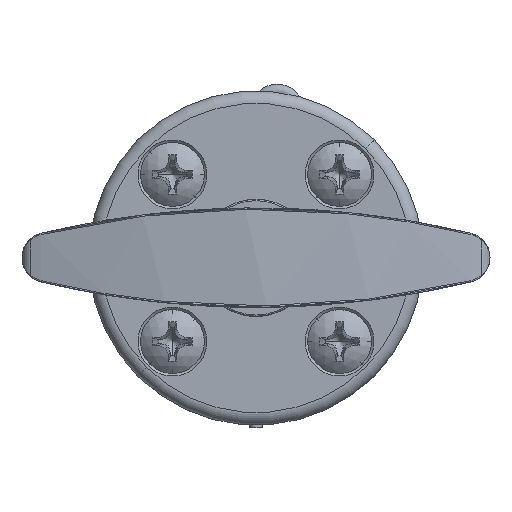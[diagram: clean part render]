
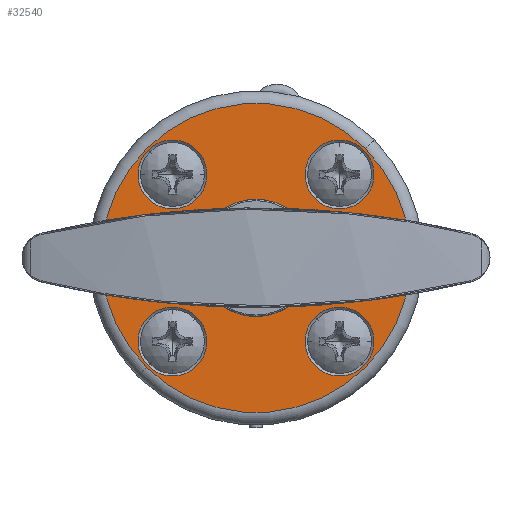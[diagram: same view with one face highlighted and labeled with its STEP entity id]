
A CAD part, top view. The second image highlights one B-rep face of the part: STEP entity #32540.
In plain terms, the highlighted planar face has unit normal (0, 0, 1).
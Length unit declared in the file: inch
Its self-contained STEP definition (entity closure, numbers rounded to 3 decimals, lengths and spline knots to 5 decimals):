
#16599=CARTESIAN_POINT('',(0.,0.,0.375));
#16600=DIRECTION('',(0.,0.,1.));
#16601=DIRECTION('',(-0.707,-0.707,0.));
#16602=AXIS2_PLACEMENT_3D('',#16599,#16600,#16601);
#16614=CARTESIAN_POINT('',(0.,0.,0.375));
#16615=DIRECTION('',(0.,0.,-1.));
#16616=DIRECTION('',(-0.707,-0.707,0.));
#16617=AXIS2_PLACEMENT_3D('',#16614,#16615,#16616);
#16619=CARTESIAN_POINT('',(0.,0.,0.375));
#16620=DIRECTION('',(0.,0.,-1.));
#16621=DIRECTION('',(0.707,0.707,0.));
#16622=AXIS2_PLACEMENT_3D('',#16619,#16620,#16621);
#16624=CARTESIAN_POINT('',(0.62473,-0.62473,0.375));
#16625=DIRECTION('',(0.,0.,1.));
#16626=DIRECTION('',(0.707,-0.707,0.));
#16627=AXIS2_PLACEMENT_3D('',#16624,#16625,#16626);
#16629=CARTESIAN_POINT('',(0.62473,-0.62473,0.375));
#16630=DIRECTION('',(0.,0.,1.));
#16631=DIRECTION('',(-0.707,0.707,0.));
#16632=AXIS2_PLACEMENT_3D('',#16629,#16630,#16631);
#16634=CARTESIAN_POINT('',(-0.62473,0.62473,0.375));
#16635=DIRECTION('',(0.,0.,-1.));
#16636=DIRECTION('',(-0.707,0.707,0.));
#16637=AXIS2_PLACEMENT_3D('',#16634,#16635,#16636);
#16639=CARTESIAN_POINT('',(-0.62473,0.62473,0.375));
#16640=DIRECTION('',(0.,0.,-1.));
#16641=DIRECTION('',(0.707,-0.707,0.));
#16642=AXIS2_PLACEMENT_3D('',#16639,#16640,#16641);
#16644=CARTESIAN_POINT('',(-0.62473,-0.62473,0.375));
#16645=DIRECTION('',(0.,0.,1.));
#16646=DIRECTION('',(0.707,0.707,0.));
#16647=AXIS2_PLACEMENT_3D('',#16644,#16645,#16646);
#16649=CARTESIAN_POINT('',(-0.62473,-0.62473,0.375));
#16650=DIRECTION('',(0.,0.,1.));
#16651=DIRECTION('',(-0.707,-0.707,0.));
#16652=AXIS2_PLACEMENT_3D('',#16649,#16650,#16651);
#16654=CARTESIAN_POINT('',(0.62473,0.62473,0.375));
#16655=DIRECTION('',(0.,0.,-1.));
#16656=DIRECTION('',(-0.707,-0.707,0.));
#16657=AXIS2_PLACEMENT_3D('',#16654,#16655,#16656);
#16659=CARTESIAN_POINT('',(0.62473,0.62473,0.375));
#16660=DIRECTION('',(0.,0.,-1.));
#16661=DIRECTION('',(0.707,0.707,0.));
#16662=AXIS2_PLACEMENT_3D('',#16659,#16660,#16661);
#16664=CARTESIAN_POINT('',(0.,0.,0.375));
#16665=DIRECTION('',(0.,0.,1.));
#16666=DIRECTION('',(0.707,0.707,0.));
#16667=AXIS2_PLACEMENT_3D('',#16664,#16665,#16666);
#21392=CARTESIAN_POINT('',(-0.28461,-0.28461,0.375));
#21393=CARTESIAN_POINT('',(0.28461,0.28461,0.375));
#21394=VERTEX_POINT('',#21392);
#21395=VERTEX_POINT('',#21393);
#21400=CARTESIAN_POINT('',(0.80703,-0.80703,0.375));
#21401=CARTESIAN_POINT('',(0.44243,-0.44243,0.375));
#21402=VERTEX_POINT('',#21400);
#21403=VERTEX_POINT('',#21401);
#21408=CARTESIAN_POINT('',(-0.80703,0.80703,0.375));
#21409=CARTESIAN_POINT('',(-0.44243,0.44243,0.375));
#21410=VERTEX_POINT('',#21408);
#21411=VERTEX_POINT('',#21409);
#21416=CARTESIAN_POINT('',(-0.44243,-0.44243,0.375));
#21417=CARTESIAN_POINT('',(-0.80703,-0.80703,0.375));
#21418=VERTEX_POINT('',#21416);
#21419=VERTEX_POINT('',#21417);
#21424=CARTESIAN_POINT('',(0.44243,0.44243,0.375));
#21425=CARTESIAN_POINT('',(0.80703,0.80703,0.375));
#21426=VERTEX_POINT('',#21424);
#21427=VERTEX_POINT('',#21425);
#21428=CARTESIAN_POINT('',(0.81759,0.81759,0.375));
#21429=CARTESIAN_POINT('',(-0.81759,-0.81759,0.375));
#21430=VERTEX_POINT('',#21428);
#21431=VERTEX_POINT('',#21429);
#32500=CARTESIAN_POINT('',(0.,0.,0.375));
#32501=DIRECTION('',(0.,0.,1.));
#32502=DIRECTION('',(-0.707,-0.707,0.));
#32503=AXIS2_PLACEMENT_3D('',#32500,#32501,#32502);
#32504=PLANE('',#32503);
#32506=ORIENTED_EDGE('',*,*,#32505,.F.);
#32507=ORIENTED_EDGE('',*,*,#32490,.F.);
#32508=EDGE_LOOP('',(#32506,#32507));
#32509=FACE_OUTER_BOUND('',#32508,.F.);
#32511=ORIENTED_EDGE('',*,*,#32510,.F.);
#32513=ORIENTED_EDGE('',*,*,#32512,.F.);
#32514=EDGE_LOOP('',(#32511,#32513));
#32515=FACE_BOUND('',#32514,.F.);
#32517=ORIENTED_EDGE('',*,*,#32516,.T.);
#32519=ORIENTED_EDGE('',*,*,#32518,.T.);
#32520=EDGE_LOOP('',(#32517,#32519));
#32521=FACE_BOUND('',#32520,.F.);
#32523=ORIENTED_EDGE('',*,*,#32522,.F.);
#32525=ORIENTED_EDGE('',*,*,#32524,.F.);
#32526=EDGE_LOOP('',(#32523,#32525));
#32527=FACE_BOUND('',#32526,.F.);
#32529=ORIENTED_EDGE('',*,*,#32528,.T.);
#32531=ORIENTED_EDGE('',*,*,#32530,.T.);
#32532=EDGE_LOOP('',(#32529,#32531));
#32533=FACE_BOUND('',#32532,.F.);
#32535=ORIENTED_EDGE('',*,*,#32534,.F.);
#32537=ORIENTED_EDGE('',*,*,#32536,.F.);
#32538=EDGE_LOOP('',(#32535,#32537));
#32539=FACE_BOUND('',#32538,.F.);
#16603=CIRCLE('',#16602,1.15625);
#16618=CIRCLE('',#16617,0.4025);
#16623=CIRCLE('',#16622,0.4025);
#16628=CIRCLE('',#16627,0.25781);
#16633=CIRCLE('',#16632,0.25781);
#16638=CIRCLE('',#16637,0.25781);
#16643=CIRCLE('',#16642,0.25781);
#16648=CIRCLE('',#16647,0.25781);
#16653=CIRCLE('',#16652,0.25781);
#16658=CIRCLE('',#16657,0.25781);
#16663=CIRCLE('',#16662,0.25781);
#16668=CIRCLE('',#16667,1.15625);
#32490=EDGE_CURVE('',#21431,#21430,#16603,.T.);
#32505=EDGE_CURVE('',#21430,#21431,#16668,.T.);
#32510=EDGE_CURVE('',#21394,#21395,#16618,.T.);
#32512=EDGE_CURVE('',#21395,#21394,#16623,.T.);
#32516=EDGE_CURVE('',#21402,#21403,#16628,.T.);
#32518=EDGE_CURVE('',#21403,#21402,#16633,.T.);
#32522=EDGE_CURVE('',#21410,#21411,#16638,.T.);
#32524=EDGE_CURVE('',#21411,#21410,#16643,.T.);
#32528=EDGE_CURVE('',#21418,#21419,#16648,.T.);
#32530=EDGE_CURVE('',#21419,#21418,#16653,.T.);
#32534=EDGE_CURVE('',#21426,#21427,#16658,.T.);
#32536=EDGE_CURVE('',#21427,#21426,#16663,.T.);
#32540=ADVANCED_FACE('',(#32509,#32515,#32521,#32527,#32533,#32539),#32504,.T.);
